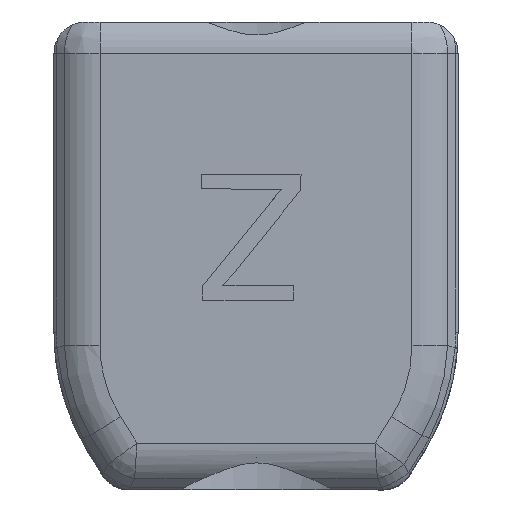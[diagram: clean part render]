
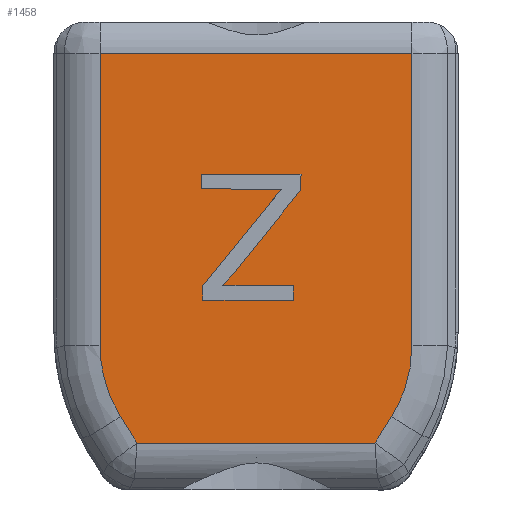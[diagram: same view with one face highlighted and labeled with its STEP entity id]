
A CAD part, top view. The second image highlights one B-rep face of the part: STEP entity #1458.
In plain terms, the highlighted planar face has unit normal (0, 0, 1).
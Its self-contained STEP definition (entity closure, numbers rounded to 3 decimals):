
#131=FACE_BOUND('',#261,.T.);
#140=B_SPLINE_CURVE_WITH_KNOTS('',3,(#2180,#2181,#2182,#2183,#2184,#2185,
#2186),.UNSPECIFIED.,.F.,.F.,(4,3,4),(0.,0.083,0.158),
 .UNSPECIFIED.);
#166=FACE_OUTER_BOUND('',#260,.T.);
#260=EDGE_LOOP('',(#974,#975,#976,#977,#978,#979,#980,#981));
#261=EDGE_LOOP('',(#982,#983,#984,#985,#986,#987,#988,#989,#990,#991,#992,
#993));
#363=ELLIPSE('',#1555,16.257,13.041);
#364=ELLIPSE('',#1556,21.645,15.);
#383=LINE('',#2148,#500);
#384=LINE('',#2150,#501);
#385=LINE('',#2154,#502);
#386=LINE('',#2156,#503);
#387=LINE('',#2158,#504);
#388=LINE('',#2161,#505);
#389=LINE('',#2164,#506);
#390=LINE('',#2166,#507);
#391=LINE('',#2168,#508);
#392=LINE('',#2170,#509);
#393=LINE('',#2172,#510);
#394=LINE('',#2174,#511);
#395=LINE('',#2176,#512);
#396=LINE('',#2178,#513);
#397=LINE('',#2188,#514);
#398=LINE('',#2190,#515);
#399=LINE('',#2191,#516);
#500=VECTOR('',#1715,10.);
#501=VECTOR('',#1716,10.);
#502=VECTOR('',#1719,10.);
#503=VECTOR('',#1720,10.);
#504=VECTOR('',#1721,10.);
#505=VECTOR('',#1724,10.);
#506=VECTOR('',#1725,10.);
#507=VECTOR('',#1726,10.);
#508=VECTOR('',#1727,10.);
#509=VECTOR('',#1728,10.);
#510=VECTOR('',#1729,10.);
#511=VECTOR('',#1730,10.);
#512=VECTOR('',#1731,10.);
#513=VECTOR('',#1732,10.);
#514=VECTOR('',#1733,10.);
#515=VECTOR('',#1734,10.);
#516=VECTOR('',#1735,10.);
#617=VERTEX_POINT('',#2146);
#618=VERTEX_POINT('',#2147);
#619=VERTEX_POINT('',#2149);
#620=VERTEX_POINT('',#2151);
#621=VERTEX_POINT('',#2153);
#622=VERTEX_POINT('',#2155);
#623=VERTEX_POINT('',#2157);
#624=VERTEX_POINT('',#2159);
#625=VERTEX_POINT('',#2162);
#626=VERTEX_POINT('',#2163);
#627=VERTEX_POINT('',#2165);
#628=VERTEX_POINT('',#2167);
#629=VERTEX_POINT('',#2169);
#630=VERTEX_POINT('',#2171);
#631=VERTEX_POINT('',#2173);
#632=VERTEX_POINT('',#2175);
#633=VERTEX_POINT('',#2177);
#634=VERTEX_POINT('',#2179);
#635=VERTEX_POINT('',#2187);
#636=VERTEX_POINT('',#2189);
#751=EDGE_CURVE('',#617,#618,#383,.T.);
#752=EDGE_CURVE('',#619,#617,#384,.T.);
#753=EDGE_CURVE('',#620,#619,#363,.T.);
#754=EDGE_CURVE('',#621,#620,#385,.T.);
#755=EDGE_CURVE('',#622,#621,#386,.T.);
#756=EDGE_CURVE('',#623,#622,#387,.T.);
#757=EDGE_CURVE('',#624,#623,#364,.T.);
#758=EDGE_CURVE('',#618,#624,#388,.T.);
#759=EDGE_CURVE('',#625,#626,#389,.T.);
#760=EDGE_CURVE('',#626,#627,#390,.T.);
#761=EDGE_CURVE('',#627,#628,#391,.T.);
#762=EDGE_CURVE('',#628,#629,#392,.T.);
#763=EDGE_CURVE('',#629,#630,#393,.T.);
#764=EDGE_CURVE('',#630,#631,#394,.T.);
#765=EDGE_CURVE('',#631,#632,#395,.T.);
#766=EDGE_CURVE('',#632,#633,#396,.T.);
#767=EDGE_CURVE('',#633,#634,#140,.T.);
#768=EDGE_CURVE('',#634,#635,#397,.T.);
#769=EDGE_CURVE('',#635,#636,#398,.T.);
#770=EDGE_CURVE('',#636,#625,#399,.T.);
#974=ORIENTED_EDGE('',*,*,#751,.F.);
#975=ORIENTED_EDGE('',*,*,#752,.F.);
#976=ORIENTED_EDGE('',*,*,#753,.F.);
#977=ORIENTED_EDGE('',*,*,#754,.F.);
#978=ORIENTED_EDGE('',*,*,#755,.F.);
#979=ORIENTED_EDGE('',*,*,#756,.F.);
#980=ORIENTED_EDGE('',*,*,#757,.F.);
#981=ORIENTED_EDGE('',*,*,#758,.F.);
#982=ORIENTED_EDGE('',*,*,#759,.T.);
#983=ORIENTED_EDGE('',*,*,#760,.T.);
#984=ORIENTED_EDGE('',*,*,#761,.T.);
#985=ORIENTED_EDGE('',*,*,#762,.T.);
#986=ORIENTED_EDGE('',*,*,#763,.T.);
#987=ORIENTED_EDGE('',*,*,#764,.T.);
#988=ORIENTED_EDGE('',*,*,#765,.T.);
#989=ORIENTED_EDGE('',*,*,#766,.T.);
#990=ORIENTED_EDGE('',*,*,#767,.T.);
#991=ORIENTED_EDGE('',*,*,#768,.T.);
#992=ORIENTED_EDGE('',*,*,#769,.T.);
#993=ORIENTED_EDGE('',*,*,#770,.T.);
#1420=PLANE('',#1554);
#1458=ADVANCED_FACE('',(#166,#131),#1420,.T.);
#1554=AXIS2_PLACEMENT_3D('',#2145,#1713,#1714);
#1555=AXIS2_PLACEMENT_3D('',#2152,#1717,#1718);
#1556=AXIS2_PLACEMENT_3D('',#2160,#1722,#1723);
#1713=DIRECTION('center_axis',(0.,0.,
1.));
#1714=DIRECTION('ref_axis',(1.,0.,0.));
#1715=DIRECTION('',(1.,0.,0.));
#1716=DIRECTION('',(0.,1.,0.));
#1717=DIRECTION('center_axis',(0.,0.,-1.));
#1718=DIRECTION('ref_axis',(0.961,0.276,0.));
#1719=DIRECTION('',(-0.53,0.848,0.));
#1720=DIRECTION('',(-1.,0.,0.));
#1721=DIRECTION('',(-0.53,-0.848,0.));
#1722=DIRECTION('center_axis',(0.,0.,
-1.));
#1723=DIRECTION('ref_axis',(0.961,-0.276,0.));
#1724=DIRECTION('',(0.,-1.,0.));
#1725=DIRECTION('',(0.003,1.,0.));
#1726=DIRECTION('',(0.631,0.776,0.));
#1727=DIRECTION('',(0.656,0.755,0.));
#1728=DIRECTION('',(-1.,0.003,0.));
#1729=DIRECTION('',(0.003,1.,0.));
#1730=DIRECTION('',(1.,-0.003,0.));
#1731=DIRECTION('',(-0.003,-1.,0.));
#1732=DIRECTION('',(-0.627,-0.779,0.));
#1733=DIRECTION('',(1.,-0.003,0.));
#1734=DIRECTION('',(-0.003,-1.,0.));
#1735=DIRECTION('',(-1.,0.003,0.));
#2145=CARTESIAN_POINT('Origin',(-0.35,39.,15.9));
#2146=CARTESIAN_POINT('',(-12.693,58.,15.9));
#2147=CARTESIAN_POINT('',(11.993,58.,15.9));
#2148=CARTESIAN_POINT('',(-0.35,58.,15.9));
#2149=CARTESIAN_POINT('',(-12.693,34.878,15.9));
#2150=CARTESIAN_POINT('',(-12.693,38.25,15.9));
#2151=CARTESIAN_POINT('',(-11.081,29.257,15.9));
#2152=CARTESIAN_POINT('Origin',(3.342,36.435,15.9));
#2153=CARTESIAN_POINT('',(-9.768,27.157,15.9));
#2154=CARTESIAN_POINT('',(-13.071,32.44,15.9));
#2155=CARTESIAN_POINT('',(9.069,27.157,15.9));
#2156=CARTESIAN_POINT('',(-0.326,27.157,15.9));
#2157=CARTESIAN_POINT('',(10.381,29.255,15.9));
#2158=CARTESIAN_POINT('',(12.371,32.44,15.9));
#2159=CARTESIAN_POINT('',(11.993,34.877,15.9));
#2160=CARTESIAN_POINT('Origin',(-9.22,37.919,15.9));
#2161=CARTESIAN_POINT('',(11.993,39.,15.9));
#2162=CARTESIAN_POINT('',(-4.555,38.46,15.9));
#2163=CARTESIAN_POINT('',(-4.552,39.641,15.9));
#2164=CARTESIAN_POINT('',(-4.555,38.736,15.9));
#2165=CARTESIAN_POINT('',(1.08,46.563,15.9));
#2166=CARTESIAN_POINT('',(-3.872,40.476,15.9));
#2167=CARTESIAN_POINT('',(1.689,47.264,15.9));
#2168=CARTESIAN_POINT('',(-1.099,44.054,15.9));
#2169=CARTESIAN_POINT('',(-4.695,47.281,15.9));
#2170=CARTESIAN_POINT('',(0.681,47.266,15.9));
#2171=CARTESIAN_POINT('',(-4.692,48.461,15.9));
#2172=CARTESIAN_POINT('',(-4.706,43.146,15.9));
#2173=CARTESIAN_POINT('',(3.214,48.44,15.9));
#2174=CARTESIAN_POINT('',(-2.508,48.455,15.9));
#2175=CARTESIAN_POINT('',(3.21,47.212,15.9));
#2176=CARTESIAN_POINT('',(3.201,43.715,15.9));
#2177=CARTESIAN_POINT('',(-1.93,40.82,15.9));
#2178=CARTESIAN_POINT('',(0.506,43.849,15.9));
#2179=CARTESIAN_POINT('',(-2.97,39.636,15.9));
#2180=CARTESIAN_POINT('Ctrl Pts',(-1.93,40.82,15.9));
#2181=CARTESIAN_POINT('Ctrl Pts',(-2.105,40.606,15.9));
#2182=CARTESIAN_POINT('Ctrl Pts',(-2.28,40.392,15.9));
#2183=CARTESIAN_POINT('Ctrl Pts',(-2.463,40.184,15.9));
#2184=CARTESIAN_POINT('Ctrl Pts',(-2.628,39.998,15.9));
#2185=CARTESIAN_POINT('Ctrl Pts',(-2.799,39.817,15.9));
#2186=CARTESIAN_POINT('Ctrl Pts',(-2.97,39.636,15.9));
#2187=CARTESIAN_POINT('',(2.61,39.621,15.9));
#2188=CARTESIAN_POINT('',(-1.659,39.633,15.9));
#2189=CARTESIAN_POINT('',(2.607,38.441,15.9));
#2190=CARTESIAN_POINT('',(2.609,39.307,15.9));
#2191=CARTESIAN_POINT('',(1.128,38.445,15.9));
